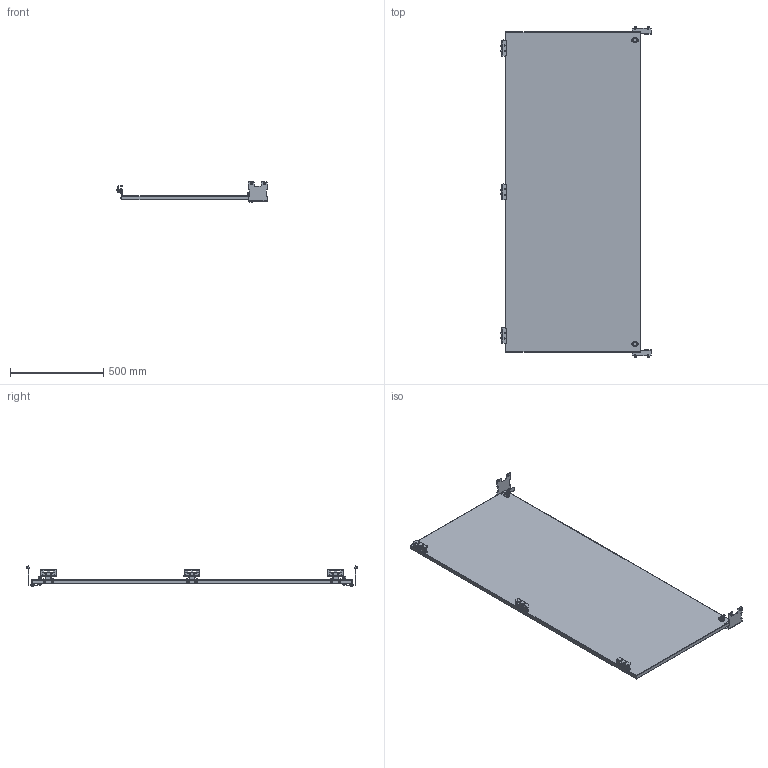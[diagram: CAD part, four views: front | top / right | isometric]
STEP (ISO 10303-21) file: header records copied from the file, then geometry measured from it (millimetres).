
FILE_DESCRIPTION (( 'STEP AP214' ), '1' );
FILE_NAME ('SCE-DF7260.STEP', '2022-07-26T15:32:36', ( '' ), ( '' ), 'SwSTEP 2.0', 'SolidWorks 2021', '' );
FILE_SCHEMA (( 'AUTOMOTIVE_DESIGN' ));
Length unit declared in the file: inch
Products named in the file (1): SCE-DF7260
Bounding box: 804.65 x 1770.08 x 109.72 mm (x, y, z)
Volume: 2228571.5 mm3; surface area: 2840226.7 mm2
Topology: 56 solids, 56 shells, 2317 faces, 5899 edges, 3621 vertices
Faces by surface type: plane 1122, cylinder 676, bspline 282, torus 117, cone 70, sphere 50
Full cylindrical faces by diameter (mm): 3.962 x3, 4.318 x10, 4.369 x6, 4.775 x6, 4.826 x10, 4.978 x9, 5 x2, 5.334 x6, 5.5 x2, 5.639 x6, 6.198 x6, 6.325 x6, 6.35 x12, 6.756 x6, 8.636 x6, 9.474 x6, 9.9 x2, 10 x2, 11 x2, 12.8 x2, 13.5 x2, 16 x4, 16.1 x2, 19.8 x2, 28 x2
Entity records: 79744 total; most frequent: CARTESIAN_POINT 27185, ORIENTED_EDGE 10830, DIRECTION 10139, EDGE_CURVE 5415, AXIS2_PLACEMENT_3D 3592, VERTEX_POINT 3512, VECTOR 2955, LINE 2955
